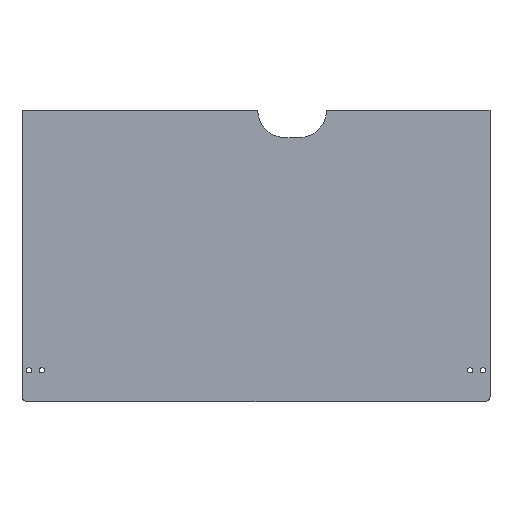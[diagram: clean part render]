
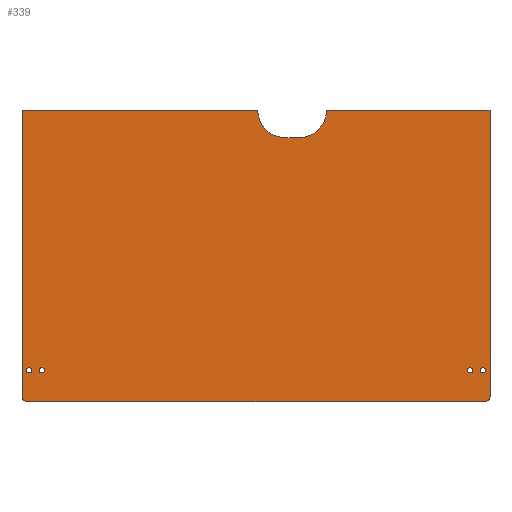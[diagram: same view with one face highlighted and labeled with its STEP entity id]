
A CAD part, left-side view. The second image highlights one B-rep face of the part: STEP entity #339.
In plain terms, the highlighted planar face has unit normal (-1, 0, 0).
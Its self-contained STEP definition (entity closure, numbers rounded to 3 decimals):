
#15=FACE_BOUND('',#52,.T.);
#16=FACE_BOUND('',#53,.T.);
#17=FACE_BOUND('',#54,.T.);
#18=FACE_BOUND('',#55,.T.);
#24=PLANE('',#373);
#33=FACE_OUTER_BOUND('',#51,.T.);
#51=EDGE_LOOP('',(#239,#240,#241,#242,#243,#244,#245,#246,#247,#248,#249,
#250));
#52=EDGE_LOOP('',(#251));
#53=EDGE_LOOP('',(#252));
#54=EDGE_LOOP('',(#253));
#55=EDGE_LOOP('',(#254));
#77=LINE('',#525,#105);
#80=LINE('',#531,#108);
#81=LINE('',#535,#109);
#82=LINE('',#537,#110);
#83=LINE('',#543,#111);
#84=LINE('',#548,#112);
#105=VECTOR('',#419,10.);
#108=VECTOR('',#424,10.);
#109=VECTOR('',#427,10.);
#110=VECTOR('',#428,10.);
#111=VECTOR('',#433,10.);
#112=VECTOR('',#438,10.);
#132=CIRCLE('',#371,5.);
#133=CIRCLE('',#374,5.);
#134=CIRCLE('',#375,1.);
#135=CIRCLE('',#376,28.);
#136=CIRCLE('',#377,28.);
#137=CIRCLE('',#378,1.);
#138=CIRCLE('',#379,2.75);
#139=CIRCLE('',#380,2.75);
#140=CIRCLE('',#381,2.75);
#141=CIRCLE('',#382,2.75);
#153=VERTEX_POINT('',#518);
#154=VERTEX_POINT('',#520);
#155=VERTEX_POINT('',#524);
#157=VERTEX_POINT('',#530);
#158=VERTEX_POINT('',#532);
#159=VERTEX_POINT('',#534);
#160=VERTEX_POINT('',#536);
#161=VERTEX_POINT('',#538);
#162=VERTEX_POINT('',#540);
#163=VERTEX_POINT('',#542);
#164=VERTEX_POINT('',#544);
#165=VERTEX_POINT('',#546);
#166=VERTEX_POINT('',#549);
#167=VERTEX_POINT('',#551);
#168=VERTEX_POINT('',#553);
#169=VERTEX_POINT('',#555);
#185=EDGE_CURVE('',#153,#154,#132,.T.);
#187=EDGE_CURVE('',#155,#154,#77,.T.);
#190=EDGE_CURVE('',#153,#157,#80,.T.);
#191=EDGE_CURVE('',#158,#157,#133,.T.);
#192=EDGE_CURVE('',#158,#159,#81,.T.);
#193=EDGE_CURVE('',#159,#160,#82,.T.);
#194=EDGE_CURVE('',#161,#160,#134,.T.);
#195=EDGE_CURVE('',#161,#162,#135,.T.);
#196=EDGE_CURVE('',#162,#163,#83,.T.);
#197=EDGE_CURVE('',#163,#164,#136,.T.);
#198=EDGE_CURVE('',#165,#164,#137,.T.);
#199=EDGE_CURVE('',#165,#155,#84,.T.);
#200=EDGE_CURVE('',#166,#166,#138,.T.);
#201=EDGE_CURVE('',#167,#167,#139,.T.);
#202=EDGE_CURVE('',#168,#168,#140,.T.);
#203=EDGE_CURVE('',#169,#169,#141,.T.);
#239=ORIENTED_EDGE('',*,*,#185,.F.);
#240=ORIENTED_EDGE('',*,*,#190,.T.);
#241=ORIENTED_EDGE('',*,*,#191,.F.);
#242=ORIENTED_EDGE('',*,*,#192,.T.);
#243=ORIENTED_EDGE('',*,*,#193,.T.);
#244=ORIENTED_EDGE('',*,*,#194,.F.);
#245=ORIENTED_EDGE('',*,*,#195,.T.);
#246=ORIENTED_EDGE('',*,*,#196,.T.);
#247=ORIENTED_EDGE('',*,*,#197,.T.);
#248=ORIENTED_EDGE('',*,*,#198,.F.);
#249=ORIENTED_EDGE('',*,*,#199,.T.);
#250=ORIENTED_EDGE('',*,*,#187,.T.);
#251=ORIENTED_EDGE('',*,*,#200,.T.);
#252=ORIENTED_EDGE('',*,*,#201,.T.);
#253=ORIENTED_EDGE('',*,*,#202,.T.);
#254=ORIENTED_EDGE('',*,*,#203,.T.);
#339=ADVANCED_FACE('',(#33,#15,#16,#17,#18),#24,.F.);
#371=AXIS2_PLACEMENT_3D('',#521,#414,#415);
#373=AXIS2_PLACEMENT_3D('',#529,#422,#423);
#374=AXIS2_PLACEMENT_3D('',#533,#425,#426);
#375=AXIS2_PLACEMENT_3D('',#539,#429,#430);
#376=AXIS2_PLACEMENT_3D('',#541,#431,#432);
#377=AXIS2_PLACEMENT_3D('',#545,#434,#435);
#378=AXIS2_PLACEMENT_3D('',#547,#436,#437);
#379=AXIS2_PLACEMENT_3D('',#550,#439,#440);
#380=AXIS2_PLACEMENT_3D('',#552,#441,#442);
#381=AXIS2_PLACEMENT_3D('',#554,#443,#444);
#382=AXIS2_PLACEMENT_3D('',#556,#445,#446);
#414=DIRECTION('center_axis',(1.,0.,0.));
#415=DIRECTION('ref_axis',(0.,0.707,-0.707));
#419=DIRECTION('',(0.,0.,-1.));
#422=DIRECTION('center_axis',(1.,0.,0.));
#423=DIRECTION('ref_axis',(0.,0.,-1.));
#424=DIRECTION('',(0.,-1.,0.));
#425=DIRECTION('center_axis',(1.,0.,0.));
#426=DIRECTION('ref_axis',(0.,-0.707,-0.707));
#427=DIRECTION('',(0.,0.,1.));
#428=DIRECTION('',(0.,1.,0.));
#429=DIRECTION('center_axis',(1.,0.,0.));
#430=DIRECTION('ref_axis',(0.,0.696,0.718));
#431=DIRECTION('center_axis',(1.,0.,0.));
#432=DIRECTION('ref_axis',(0.,0.,-1.));
#433=DIRECTION('',(0.,1.,0.));
#434=DIRECTION('center_axis',(1.,0.,0.));
#435=DIRECTION('ref_axis',(0.,1.,-0.03));
#436=DIRECTION('center_axis',(1.,0.,0.));
#437=DIRECTION('ref_axis',(0.,-0.696,0.718));
#438=DIRECTION('',(0.,1.,0.));
#439=DIRECTION('center_axis',(1.,0.,0.));
#440=DIRECTION('ref_axis',(0.,0.,
-1.));
#441=DIRECTION('center_axis',(1.,0.,0.));
#442=DIRECTION('ref_axis',(0.,0.,
-1.));
#443=DIRECTION('center_axis',(1.,0.,0.));
#444=DIRECTION('ref_axis',(0.,0.,
-1.));
#445=DIRECTION('center_axis',(1.,0.,0.));
#446=DIRECTION('ref_axis',(0.,0.,
-1.));
#518=CARTESIAN_POINT('',(189.878,11.871,-281.575));
#520=CARTESIAN_POINT('',(189.878,16.871,-276.575));
#521=CARTESIAN_POINT('Origin',(189.878,11.871,-276.575));
#524=CARTESIAN_POINT('',(189.878,16.871,19.675));
#525=CARTESIAN_POINT('',(189.878,16.871,318.924));
#529=CARTESIAN_POINT('Origin',(189.878,-221.929,20.175));
#530=CARTESIAN_POINT('',(189.878,-462.129,-281.575));
#531=CARTESIAN_POINT('',(189.878,-413.129,-281.575));
#532=CARTESIAN_POINT('',(189.878,-467.129,-276.575));
#533=CARTESIAN_POINT('Origin',(189.878,-462.129,-276.575));
#534=CARTESIAN_POINT('',(189.878,-467.129,19.675));
#535=CARTESIAN_POINT('',(189.878,-467.129,-278.575));
#536=CARTESIAN_POINT('',(189.878,-298.987,19.675));
#537=CARTESIAN_POINT('',(189.878,16.871,19.675));
#538=CARTESIAN_POINT('',(189.878,-297.987,18.705));
#539=CARTESIAN_POINT('Origin',(189.878,-298.987,18.675));
#540=CARTESIAN_POINT('',(189.878,-270.,-8.454));
#541=CARTESIAN_POINT('Origin',(189.878,-270.,19.546));
#542=CARTESIAN_POINT('',(189.878,-255.,-8.454));
#543=CARTESIAN_POINT('',(189.878,-238.464,-8.454));
#544=CARTESIAN_POINT('',(189.878,-227.013,18.705));
#545=CARTESIAN_POINT('Origin',(189.878,-255.,19.546));
#546=CARTESIAN_POINT('',(189.878,-226.013,19.675));
#547=CARTESIAN_POINT('Origin',(189.878,-226.013,18.675));
#548=CARTESIAN_POINT('',(189.878,16.871,19.675));
#549=CARTESIAN_POINT('',(189.878,-459.829,-246.429));
#550=CARTESIAN_POINT('Origin',(189.878,-459.829,-249.179));
#551=CARTESIAN_POINT('',(189.878,-446.496,-246.429));
#552=CARTESIAN_POINT('Origin',(189.878,-446.496,-249.179));
#553=CARTESIAN_POINT('',(189.878,-3.696,-246.429));
#554=CARTESIAN_POINT('Origin',(189.878,-3.696,-249.179));
#555=CARTESIAN_POINT('',(189.878,9.636,-246.429));
#556=CARTESIAN_POINT('Origin',(189.878,9.636,-249.179));
